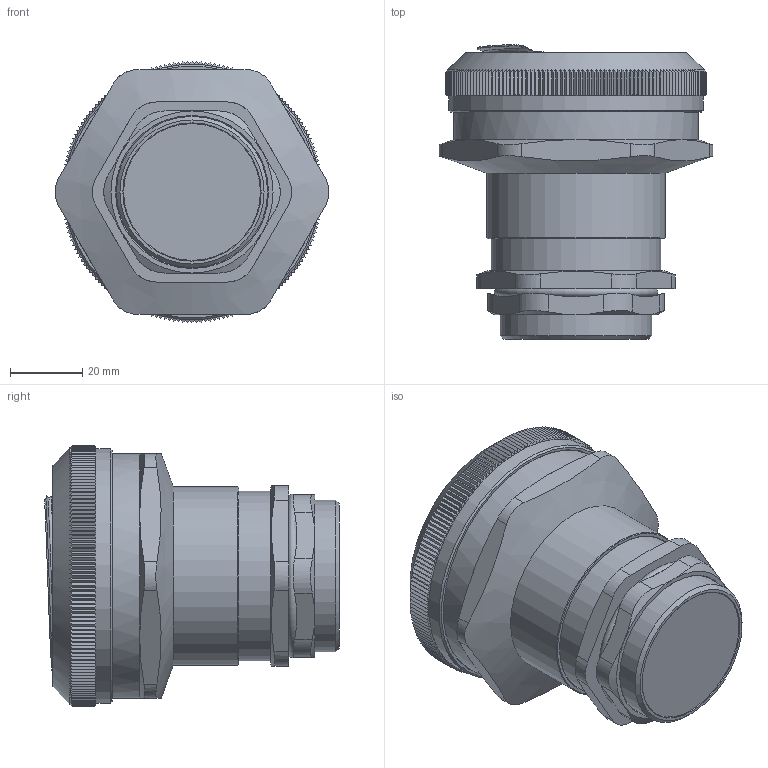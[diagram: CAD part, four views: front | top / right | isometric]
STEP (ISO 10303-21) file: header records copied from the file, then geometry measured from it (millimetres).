
FILE_DESCRIPTION(/* description */ (''),/* implementation_level */ '2;1');
FILE_NAME(/* name */ '',/* time_stamp */ '2024-03-26T15:19:19+07:00',/* author */ ('zeta-09'),/* organization */ (''),/* preprocessor_version */ 'ST-DEVELOPER v19.2',/* originating_system */ 'Autodesk Inventor 2024',/* authorisation */ '');
FILE_SCHEMA (('AUTOMOTIVE_DESIGN { 1 0 10303 214 3 1 1 }'));
Length unit declared in the file: millimetre
Products named in the file (1): Деталь2
Bounding box: 76.02 x 81.79 x 72.5 mm (x, y, z)
Volume: 205829.7 mm3; surface area: 25436.3 mm2
Topology: 2 solids, 2 shells, 460 faces, 1323 edges, 876 vertices
Faces by surface type: plane 391, cone 32, cylinder 28, bspline 6, torus 3
Full cylindrical faces by diameter (mm): 40.38 x2, 42 x2, 47 x1, 49.6 x1, 68 x1, 71 x1
Entity records: 15149 total; most frequent: CARTESIAN_POINT 4911, ORIENTED_EDGE 2646, DIRECTION 1481, EDGE_CURVE 1323, VERTEX_POINT 876, AXIS2_PLACEMENT_3D 528, EDGE_LOOP 471, STYLED_ITEM 460
